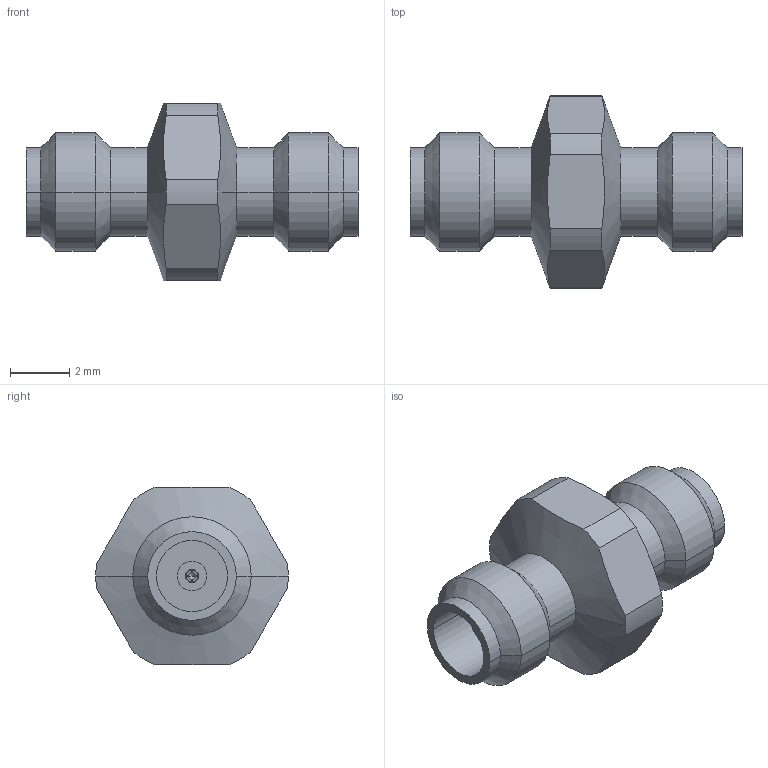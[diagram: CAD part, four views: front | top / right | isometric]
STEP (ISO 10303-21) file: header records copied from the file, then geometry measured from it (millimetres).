
FILE_DESCRIPTION (( 'STEP AP214' ), '1' );
FILE_NAME ('FMAD10138_3D.step', '2025-08-13T17:29:34', ( '' ), ( '' ), 'SwSTEP 2.0', 'SolidWorks 2022', '' );
FILE_SCHEMA (( 'AUTOMOTIVE_DESIGN' ));
Length unit declared in the file: inch
Products named in the file (4): ADS-10-8-10-8-14^ads-1.0-8-1.0-8-14_FMAD10138; FMAD10138_3D; ADS-10-8^ads-1.0-8-1.0-8-14_FMAD10138; ads-1.0-8-1.0-8-14^FMAD10138
Assembly tree (4 placements, depth 3):
  FMAD10138_3D
    ads-1.0-8-1.0-8-14^FMAD10138
      ADS-10-8^ads-1.0-8-1.0-8-14_FMAD10138  x2
      ADS-10-8-10-8-14^ads-1.0-8-1.0-8-14_FMAD10138
Bounding box: 11.22 x 6.5 x 6 mm (x, y, z)
Volume: 136.8 mm3; surface area: 277.2 mm2
Topology: 5 solids, 5 shells, 117 faces, 261 edges, 154 vertices
Faces by surface type: plane 50, cylinder 35, cone 32
Entity records: 2180 total; most frequent: CARTESIAN_POINT 494, DIRECTION 349, ORIENTED_EDGE 306, EDGE_CURVE 153, AXIS2_PLACEMENT_3D 148, VERTEX_POINT 93, CIRCLE 72, EDGE_LOOP 70
